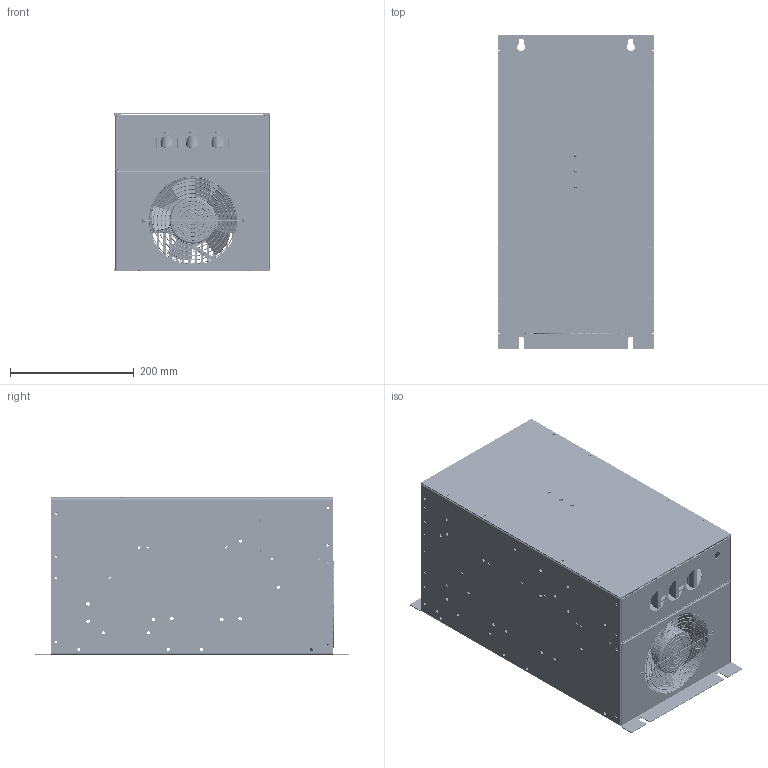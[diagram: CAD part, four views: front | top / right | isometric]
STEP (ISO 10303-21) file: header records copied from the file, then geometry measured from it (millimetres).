
FILE_DESCRIPTION (( 'STEP AP214' ), '1' );
FILE_NAME ('M3713-K10.STEP', '2024-03-26T15:44:58', ( '' ), ( '' ), 'SwSTEP 2.0', 'SolidWorks 2023', '' );
FILE_SCHEMA (( 'AUTOMOTIVE_DESIGN' ));
Length unit declared in the file: inch
Products named in the file (31): MTW 3452-K10-V2-CCP; FN 6.0-115AC-212; TS 16383-2; MTW 3713-K10-VB; M3713-K10; MTW 3713-K10-BDB; MTW 3713-K10-2TB; self-clinching nut_pmi_PEM CLS-632-2 ---N; MTW 3452-K10-V2-UF; ASB3713C1C; self-clinching nut_pmi_PEM CLS-632-2 ---S; WA LSS-250MCM; self-clinching nut_pmi_PEM CLS-0420-1 ---N; self-clinching nut_pmi_PEM CLS-832-2 ---S; HEX STANDOFF_#6-32x1; MTW 3452-K10-FAB; MTW 3713-K10-3TB; MTW 3713-K10-TB3; FN 6.0-GRILL; MTW 3452-K10-TBCP; TS 16383-3; self-clinching nut_pmi_PEM CLSS-032-2 ---N; blind standoff_pmi_PEM BSOS-632-22 ---N; self-clinching nut_pmi_PEM CLS-832-2 ---N
Assembly tree (78 placements, depth 3):
  M3713-K10
    MTW 3452-K10-V2-UF
      MTW 3452-K10-V2-UF
      self-clinching nut_pmi_PEM CLS-632-2 ---S  x8
    HEX STANDOFF_#6-32x1  x4
    MTW 3452-K10-FAB
      MTW 3452-K10-FAB
      self-clinching nut_pmi_PEM CLS-832-2 ---S  x4
    FN 6.0-115AC-212
    FN 6.0-GRILL
    MTW 3713-K10-2TB
      MTW 3713-K10-2TB
      self-clinching nut_pmi_PEM CLS-832-2 ---N  x4
    MTW 3713-K10-3TB
      MTW 3713-K10-3TB
      self-clinching nut_pmi_PEM CLS-832-2 ---N  x4
    MTW 3713-K10-BDB
      MTW 3713-K10-BDB
      self-clinching nut_pmi_PEM CLS-832-2 ---N  x4
      blind standoff_pmi_PEM BSOS-632-22 ---N  x4
    ASB3713C1C
    MTW 3713-K10-TB3
      MTW 3713-K10-TB3
      self-clinching nut_pmi_PEM CLS-832-2 ---N  x4
      self-clinching nut_pmi_PEM CLSS-032-2 ---N  x6
      self-clinching nut_pmi_PEM CLS-632-2 ---N  x2
    TS 16383-3
    MTW 3713-K10-VB
      MTW 3713-K10-VB
      self-clinching nut_pmi_PEM CLS-832-2 ---N  x6
      self-clinching nut_pmi_PEM CLSS-032-2 ---N  x4
      self-clinching nut_pmi_PEM CLS-0420-1 ---N
    TS 16383-2
    WA LSS-250MCM
    MTW 3452-K10-TBCP  x2
    MTW 3452-K10-V2-CCP
Bounding box: 254 x 508 x 255.52 mm (x, y, z)
Volume: 2226802.3 mm3; surface area: 1851688.3 mm2
Topology: 76 solids, 110 shells, 9958 faces, 26899 edges, 17339 vertices
Faces by surface type: plane 6171, cylinder 2426, bspline 695, cone 590, sphere 70, torus 6
Entity records: 402734 total; most frequent: CARTESIAN_POINT 273353, ORIENTED_EDGE 28504, DIRECTION 23661, EDGE_CURVE 14454, VERTEX_POINT 9370, LINE 8381, VECTOR 8381, AXIS2_PLACEMENT_3D 7640
